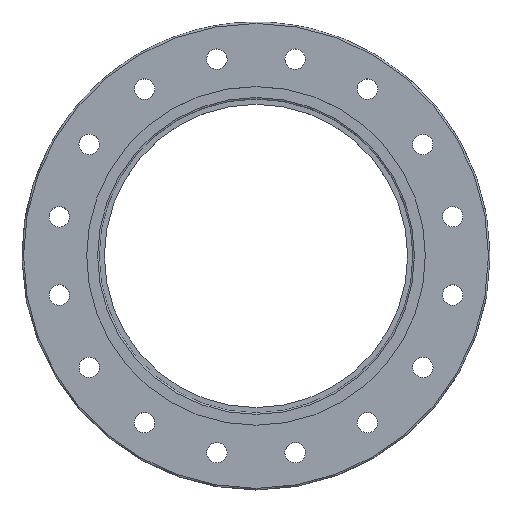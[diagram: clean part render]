
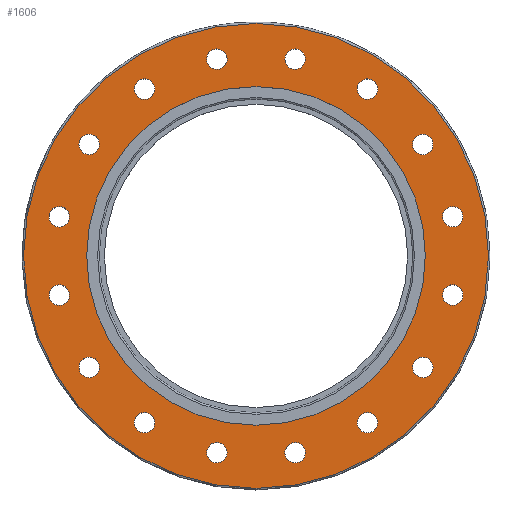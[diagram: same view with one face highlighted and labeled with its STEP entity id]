
A CAD part, top view. The second image highlights one B-rep face of the part: STEP entity #1606.
In plain terms, the highlighted planar face has unit normal (0, 0, 1).
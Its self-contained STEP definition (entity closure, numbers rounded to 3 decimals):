
#183=CARTESIAN_POINT('',(39.266,52.898,20.0));
#184=VERTEX_POINT('',#183);
#185=CARTESIAN_POINT('',(36.195,54.17,20.0));
#186=DIRECTION('',(0.0,0.0,-1.));
#187=DIRECTION('',(0.924,-0.383,0.0));
#188=AXIS2_PLACEMENT_3D('',#185,#186,#187);
#189=CIRCLE('',#188,3.324);
#190=EDGE_CURVE('',#184,#184,#189,.T.);
#232=CARTESIAN_POINT('',(56.52,33.845,20.0));
#233=VERTEX_POINT('',#232);
#234=CARTESIAN_POINT('',(54.17,36.195,20.0));
#235=DIRECTION('',(0.0,0.0,-1.0));
#236=DIRECTION('',(0.707,-0.707,0.0));
#237=AXIS2_PLACEMENT_3D('',#234,#235,#236);
#238=CIRCLE('',#237,3.324);
#239=EDGE_CURVE('',#233,#233,#238,.T.);
#281=CARTESIAN_POINT('',(65.17,9.64,20.0));
#282=VERTEX_POINT('',#281);
#283=CARTESIAN_POINT('',(63.898,12.71,20.0));
#284=DIRECTION('',(0.0,0.0,-1.0));
#285=DIRECTION('',(0.383,-0.924,0.0));
#286=AXIS2_PLACEMENT_3D('',#283,#284,#285);
#287=CIRCLE('',#286,3.324);
#288=EDGE_CURVE('',#282,#282,#287,.T.);
#330=CARTESIAN_POINT('',(63.898,-16.034,20.0));
#331=VERTEX_POINT('',#330);
#332=CARTESIAN_POINT('',(63.898,-12.71,20.0));
#333=DIRECTION('',(0.0,0.0,-1.0));
#334=DIRECTION('',(0.0,-1.0,0.0));
#335=AXIS2_PLACEMENT_3D('',#332,#333,#334);
#336=CIRCLE('',#335,3.324);
#337=EDGE_CURVE('',#331,#331,#336,.T.);
#379=CARTESIAN_POINT('',(52.898,-39.266,20.0));
#380=VERTEX_POINT('',#379);
#381=CARTESIAN_POINT('',(54.17,-36.195,20.0));
#382=DIRECTION('',(0.0,0.0,-1.));
#383=DIRECTION('',(-0.383,-0.924,0.0));
#384=AXIS2_PLACEMENT_3D('',#381,#382,#383);
#385=CIRCLE('',#384,3.324);
#386=EDGE_CURVE('',#380,#380,#385,.T.);
#428=CARTESIAN_POINT('',(33.845,-56.52,20.0));
#429=VERTEX_POINT('',#428);
#430=CARTESIAN_POINT('',(36.195,-54.17,20.0));
#431=DIRECTION('',(0.0,0.0,-1.0));
#432=DIRECTION('',(-0.707,-0.707,0.0));
#433=AXIS2_PLACEMENT_3D('',#430,#431,#432);
#434=CIRCLE('',#433,3.324);
#435=EDGE_CURVE('',#429,#429,#434,.T.);
#477=CARTESIAN_POINT('',(9.64,-65.17,20.0));
#478=VERTEX_POINT('',#477);
#479=CARTESIAN_POINT('',(12.71,-63.898,20.0));
#480=DIRECTION('',(0.0,0.0,-1.0));
#481=DIRECTION('',(-0.924,-0.383,0.0));
#482=AXIS2_PLACEMENT_3D('',#479,#480,#481);
#483=CIRCLE('',#482,3.324);
#484=EDGE_CURVE('',#478,#478,#483,.T.);
#526=CARTESIAN_POINT('',(-16.034,-63.898,20.0));
#527=VERTEX_POINT('',#526);
#528=CARTESIAN_POINT('',(-12.71,-63.898,20.0));
#529=DIRECTION('',(0.0,0.0,-1.0));
#530=DIRECTION('',(-1.0,0.0,0.0));
#531=AXIS2_PLACEMENT_3D('',#528,#529,#530);
#532=CIRCLE('',#531,3.324);
#533=EDGE_CURVE('',#527,#527,#532,.T.);
#575=CARTESIAN_POINT('',(-39.266,-52.898,20.0));
#576=VERTEX_POINT('',#575);
#577=CARTESIAN_POINT('',(-36.195,-54.17,20.0));
#578=DIRECTION('',(0.0,0.0,-1.0));
#579=DIRECTION('',(-0.924,0.383,0.0));
#580=AXIS2_PLACEMENT_3D('',#577,#578,#579);
#581=CIRCLE('',#580,3.324);
#582=EDGE_CURVE('',#576,#576,#581,.T.);
#624=CARTESIAN_POINT('',(-56.52,-33.845,20.0));
#625=VERTEX_POINT('',#624);
#626=CARTESIAN_POINT('',(-54.17,-36.195,20.0));
#627=DIRECTION('',(0.0,0.0,-1.0));
#628=DIRECTION('',(-0.707,0.707,0.0));
#629=AXIS2_PLACEMENT_3D('',#626,#627,#628);
#630=CIRCLE('',#629,3.324);
#631=EDGE_CURVE('',#625,#625,#630,.T.);
#673=CARTESIAN_POINT('',(-65.17,-9.64,20.0));
#674=VERTEX_POINT('',#673);
#675=CARTESIAN_POINT('',(-63.898,-12.71,20.0));
#676=DIRECTION('',(0.0,0.0,-1.0));
#677=DIRECTION('',(-0.383,0.924,0.0));
#678=AXIS2_PLACEMENT_3D('',#675,#676,#677);
#679=CIRCLE('',#678,3.324);
#680=EDGE_CURVE('',#674,#674,#679,.T.);
#722=CARTESIAN_POINT('',(-63.898,16.034,20.0));
#723=VERTEX_POINT('',#722);
#724=CARTESIAN_POINT('',(-63.898,12.71,20.0));
#725=DIRECTION('',(0.0,0.0,-1.0));
#726=DIRECTION('',(0.0,1.0,0.0));
#727=AXIS2_PLACEMENT_3D('',#724,#725,#726);
#728=CIRCLE('',#727,3.324);
#729=EDGE_CURVE('',#723,#723,#728,.T.);
#771=CARTESIAN_POINT('',(-52.898,39.266,20.0));
#772=VERTEX_POINT('',#771);
#773=CARTESIAN_POINT('',(-54.17,36.195,20.0));
#774=DIRECTION('',(0.0,0.0,-1.0));
#775=DIRECTION('',(0.383,0.924,0.0));
#776=AXIS2_PLACEMENT_3D('',#773,#774,#775);
#777=CIRCLE('',#776,3.324);
#778=EDGE_CURVE('',#772,#772,#777,.T.);
#820=CARTESIAN_POINT('',(-33.845,56.52,20.0));
#821=VERTEX_POINT('',#820);
#822=CARTESIAN_POINT('',(-36.195,54.17,20.0));
#823=DIRECTION('',(0.0,0.0,-1.));
#824=DIRECTION('',(0.707,0.707,0.0));
#825=AXIS2_PLACEMENT_3D('',#822,#823,#824);
#826=CIRCLE('',#825,3.324);
#827=EDGE_CURVE('',#821,#821,#826,.T.);
#869=CARTESIAN_POINT('',(-9.64,65.17,20.0));
#870=VERTEX_POINT('',#869);
#871=CARTESIAN_POINT('',(-12.71,63.898,20.0));
#872=DIRECTION('',(0.0,0.0,-1.));
#873=DIRECTION('',(0.924,0.383,0.0));
#874=AXIS2_PLACEMENT_3D('',#871,#872,#873);
#875=CIRCLE('',#874,3.324);
#876=EDGE_CURVE('',#870,#870,#875,.T.);
#918=CARTESIAN_POINT('',(16.034,63.898,20.0));
#919=VERTEX_POINT('',#918);
#920=CARTESIAN_POINT('',(12.71,63.898,20.0));
#921=DIRECTION('',(0.0,0.0,-1.0));
#922=DIRECTION('',(1.0,0.0,0.0));
#923=AXIS2_PLACEMENT_3D('',#920,#921,#922);
#924=CIRCLE('',#923,3.324);
#925=EDGE_CURVE('',#919,#919,#924,.T.);
#1512=CARTESIAN_POINT('',(55.0,0.,20.0));
#1513=VERTEX_POINT('',#1512);
#1514=CARTESIAN_POINT('',(0.0,0.0,20.0));
#1515=DIRECTION('',(0.0,0.0,-1.0));
#1516=DIRECTION('',(-1.0,0.0,0.0));
#1517=AXIS2_PLACEMENT_3D('',#1514,#1515,#1516);
#1518=CIRCLE('',#1517,55.0);
#1519=EDGE_CURVE('',#1513,#1513,#1518,.T.);
#1532=CARTESIAN_POINT('',(75.5,0.,20.0));
#1533=VERTEX_POINT('',#1532);
#1534=CARTESIAN_POINT('',(0.0,0.0,20.0));
#1535=DIRECTION('',(0.0,0.0,-1.0));
#1536=DIRECTION('',(-1.0,0.0,0.0));
#1537=AXIS2_PLACEMENT_3D('',#1534,#1535,#1536);
#1538=CIRCLE('',#1537,75.5);
#1539=EDGE_CURVE('',#1533,#1533,#1538,.T.);
#1547=CARTESIAN_POINT('',(0.0,0.0,20.0));
#1548=DIRECTION('',(0.0,0.0,-1.0));
#1549=DIRECTION('',(-1.0,0.0,0.0));
#1550=AXIS2_PLACEMENT_3D('',#1547,#1548,#1549);
#1551=PLANE('',#1550);
#1552=ORIENTED_EDGE('',*,*,#1539,.F.);
#1553=EDGE_LOOP('',(#1552));
#1554=FACE_OUTER_BOUND('',#1553,.T.);
#1555=ORIENTED_EDGE('',*,*,#190,.T.);
#1556=EDGE_LOOP('',(#1555));
#1557=FACE_BOUND('',#1556,.T.);
#1558=ORIENTED_EDGE('',*,*,#239,.T.);
#1559=EDGE_LOOP('',(#1558));
#1560=FACE_BOUND('',#1559,.T.);
#1561=ORIENTED_EDGE('',*,*,#288,.T.);
#1562=EDGE_LOOP('',(#1561));
#1563=FACE_BOUND('',#1562,.T.);
#1564=ORIENTED_EDGE('',*,*,#337,.T.);
#1565=EDGE_LOOP('',(#1564));
#1566=FACE_BOUND('',#1565,.T.);
#1567=ORIENTED_EDGE('',*,*,#386,.T.);
#1568=EDGE_LOOP('',(#1567));
#1569=FACE_BOUND('',#1568,.T.);
#1570=ORIENTED_EDGE('',*,*,#435,.T.);
#1571=EDGE_LOOP('',(#1570));
#1572=FACE_BOUND('',#1571,.T.);
#1573=ORIENTED_EDGE('',*,*,#484,.T.);
#1574=EDGE_LOOP('',(#1573));
#1575=FACE_BOUND('',#1574,.T.);
#1576=ORIENTED_EDGE('',*,*,#533,.T.);
#1577=EDGE_LOOP('',(#1576));
#1578=FACE_BOUND('',#1577,.T.);
#1579=ORIENTED_EDGE('',*,*,#582,.T.);
#1580=EDGE_LOOP('',(#1579));
#1581=FACE_BOUND('',#1580,.T.);
#1582=ORIENTED_EDGE('',*,*,#631,.T.);
#1583=EDGE_LOOP('',(#1582));
#1584=FACE_BOUND('',#1583,.T.);
#1585=ORIENTED_EDGE('',*,*,#680,.T.);
#1586=EDGE_LOOP('',(#1585));
#1587=FACE_BOUND('',#1586,.T.);
#1588=ORIENTED_EDGE('',*,*,#729,.T.);
#1589=EDGE_LOOP('',(#1588));
#1590=FACE_BOUND('',#1589,.T.);
#1591=ORIENTED_EDGE('',*,*,#778,.T.);
#1592=EDGE_LOOP('',(#1591));
#1593=FACE_BOUND('',#1592,.T.);
#1594=ORIENTED_EDGE('',*,*,#827,.T.);
#1595=EDGE_LOOP('',(#1594));
#1596=FACE_BOUND('',#1595,.T.);
#1597=ORIENTED_EDGE('',*,*,#876,.T.);
#1598=EDGE_LOOP('',(#1597));
#1599=FACE_BOUND('',#1598,.T.);
#1600=ORIENTED_EDGE('',*,*,#925,.T.);
#1601=EDGE_LOOP('',(#1600));
#1602=FACE_BOUND('',#1601,.T.);
#1603=ORIENTED_EDGE('',*,*,#1519,.T.);
#1604=EDGE_LOOP('',(#1603));
#1605=FACE_BOUND('',#1604,.T.);
#1606=ADVANCED_FACE('',(#1554,#1557,#1560,#1563,#1566,#1569,#1572,#1575,#1578,#1581,#1584,#1587,#1590,#1593,#1596,#1599,#1602,#1605),#1551,.F.);
